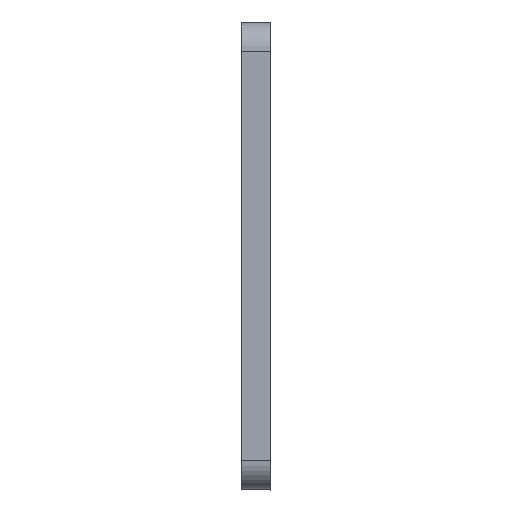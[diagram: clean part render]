
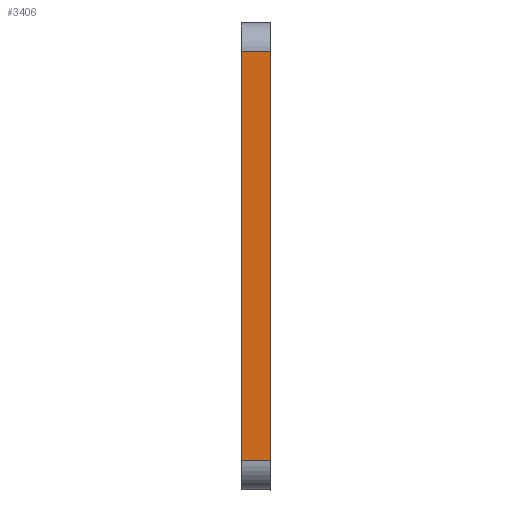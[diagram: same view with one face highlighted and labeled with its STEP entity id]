
A CAD part, left-side view. The second image highlights one B-rep face of the part: STEP entity #3406.
In plain terms, the highlighted planar face has unit normal (-1, 0, 0).
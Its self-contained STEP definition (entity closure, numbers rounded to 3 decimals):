
#855=FACE_OUTER_BOUND('',#1006,.T.);
#1006=EDGE_LOOP('',(#2931,#2932,#2933,#2934));
#1437=LINE('',#5762,#1602);
#1438=LINE('',#5765,#1603);
#1439=LINE('',#5767,#1604);
#1440=LINE('',#5768,#1605);
#1602=VECTOR('',#4858,10.);
#1603=VECTOR('',#4861,10.);
#1604=VECTOR('',#4862,10.);
#1605=VECTOR('',#4863,10.);
#1900=VERTEX_POINT('',#5758);
#1901=VERTEX_POINT('',#5760);
#1902=VERTEX_POINT('',#5764);
#1903=VERTEX_POINT('',#5766);
#2341=EDGE_CURVE('',#1900,#1901,#1437,.T.);
#2342=EDGE_CURVE('',#1900,#1902,#1438,.T.);
#2343=EDGE_CURVE('',#1903,#1901,#1439,.T.);
#2344=EDGE_CURVE('',#1902,#1903,#1440,.T.);
#2931=ORIENTED_EDGE('',*,*,#2342,.F.);
#2932=ORIENTED_EDGE('',*,*,#2341,.T.);
#2933=ORIENTED_EDGE('',*,*,#2343,.F.);
#2934=ORIENTED_EDGE('',*,*,#2344,.F.);
#3258=PLANE('',#3848);
#3406=ADVANCED_FACE('',(#855),#3258,.T.);
#3848=AXIS2_PLACEMENT_3D('',#5763,#4859,#4860);
#4858=DIRECTION('',(0.,-1.,0.));
#4859=DIRECTION('center_axis',(-1.,0.,0.));
#4860=DIRECTION('ref_axis',(0.,0.,-1.));
#4861=DIRECTION('',(0.,0.,1.));
#4862=DIRECTION('',(0.,0.,-1.));
#4863=DIRECTION('',(0.,-1.,0.));
#5758=CARTESIAN_POINT('',(-209.994,122.024,124.886));
#5760=CARTESIAN_POINT('',(-209.994,112.024,124.886));
#5762=CARTESIAN_POINT('',(-209.994,122.024,124.886));
#5763=CARTESIAN_POINT('Origin',(-209.994,122.024,264.886));
#5764=CARTESIAN_POINT('',(-209.994,122.024,264.886));
#5765=CARTESIAN_POINT('',(-209.994,122.024,154.886));
#5766=CARTESIAN_POINT('',(-209.994,112.024,264.886));
#5767=CARTESIAN_POINT('',(-209.994,112.024,154.886));
#5768=CARTESIAN_POINT('',(-209.994,122.024,264.886));
